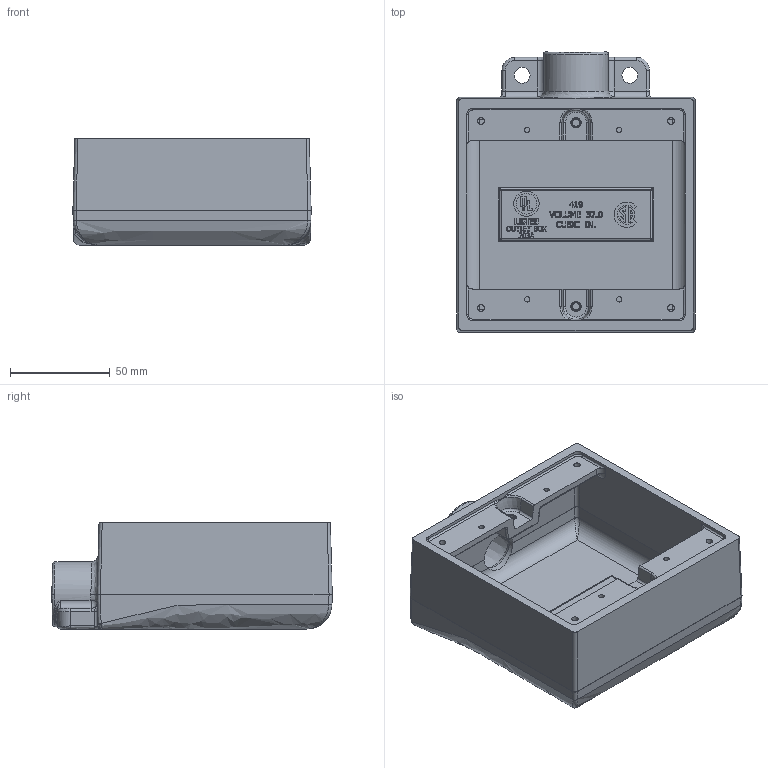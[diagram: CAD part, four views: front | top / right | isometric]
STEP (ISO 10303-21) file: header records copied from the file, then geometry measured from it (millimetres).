
FILE_DESCRIPTION(/* description */ ('MACH, 2FS-2'),/* implementation_level */ '2;1');
FILE_NAME(/* name */ 'KIL_2FS-2.stp',/* time_stamp */ '2020-10-15T18:55:00+05:00',/* author */ ('lsugumaran'),/* organization */ (''),/* preprocessor_version */ 'ST-DEVELOPER v18',/* originating_system */ 'Autodesk Inventor 2020',/* authorisation */ '');
FILE_SCHEMA (('AUTOMOTIVE_DESIGN { 1 0 10303 214 3 1 1 }'));
Length unit declared in the file: inch
Products named in the file (1): 23673
Bounding box: 119.34 x 140.49 x 53.18 mm (x, y, z)
Volume: 175709.1 mm3; surface area: 84806.1 mm2
Topology: 1 solids, 1 shells, 1153 faces, 3072 edges, 1952 vertices
Faces by surface type: plane 554, bspline 392, cylinder 175, sphere 12, torus 11, cone 9
Full cylindrical faces by diameter (mm): 1.181 x1, 1.41 x1, 2.642 x4, 3.302 x4, 3.683 x2, 10.35 x1, 12.7 x1, 32.544 x1
Entity records: 41328 total; most frequent: CARTESIAN_POINT 15006, ORIENTED_EDGE 6048, DIRECTION 4303, EDGE_CURVE 3024, VERTEX_POINT 1952, LINE 1861, VECTOR 1861, EDGE_LOOP 1258
